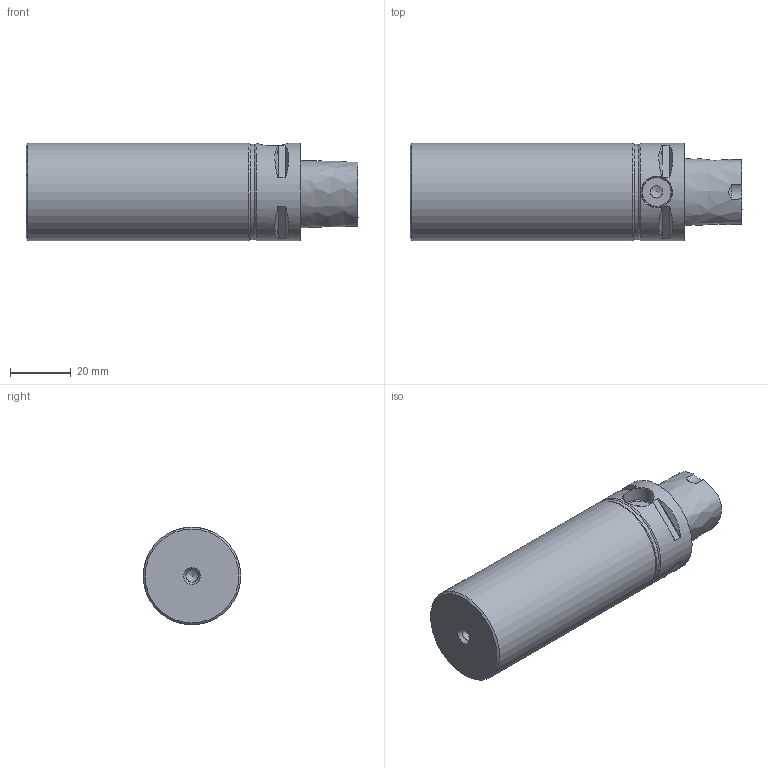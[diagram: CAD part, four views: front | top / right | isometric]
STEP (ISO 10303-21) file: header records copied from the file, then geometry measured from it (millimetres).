
FILE_DESCRIPTION(/* description */ (''),/* implementation_level */ '2;1');
FILE_NAME(/* name */ 'AC3-BL41-032-090.stp',/* time_stamp */ '2024-11-15T08:56:24+03:00',/* author */ (''),/* organization */ (''),/* preprocessor_version */ 'ST-DEVELOPER v19.4',/* originating_system */ 'SIEMENS PLM Software NX2306.5001',/* authorisation */ '');
FILE_SCHEMA (('AUTOMOTIVE_DESIGN { 1 0 10303 214 3 1 1 1 }'));
Length unit declared in the file: millimetre
Products named in the file (1): AC3-BL41-032-090-light_objects
Bounding box: 109 x 32 x 32 mm (x, y, z)
Volume: 78411.7 mm3; surface area: 12195.5 mm2
Topology: 1 solids, 1 shells, 41 faces, 100 edges, 64 vertices
Faces by surface type: plane 16, cylinder 15, cone 6, torus 2, bspline 2
Full cylindrical faces by diameter (mm): 4 x2, 10 x1, 31.4 x1, 32 x2
Entity records: 2008 total; most frequent: CARTESIAN_POINT 1154, DIRECTION 154, ORIENTED_EDGE 152, EDGE_CURVE 76, AXIS2_PLACEMENT_3D 65, EDGE_LOOP 60, VERTEX_POINT 58, ADVANCED_FACE 41
